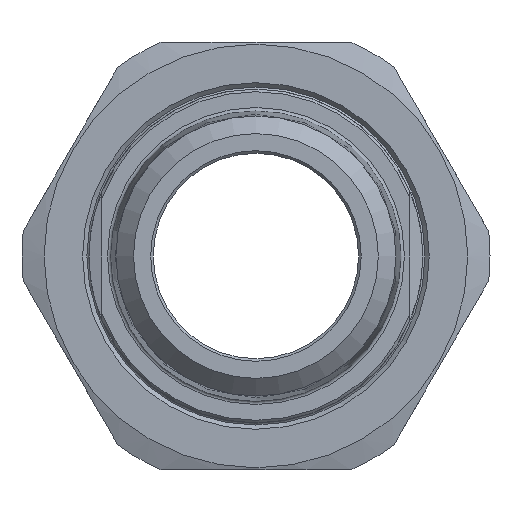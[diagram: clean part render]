
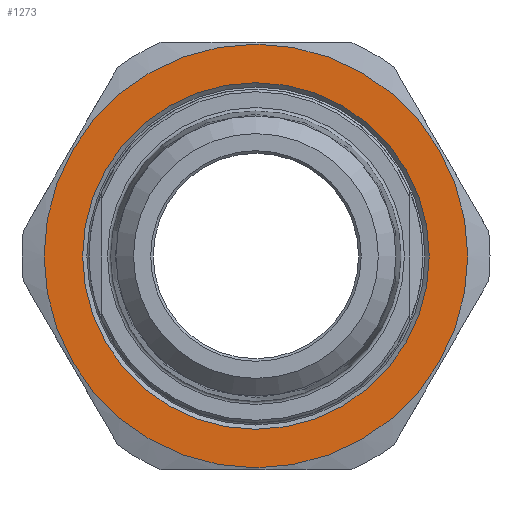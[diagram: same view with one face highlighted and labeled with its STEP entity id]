
A CAD part, left-side view. The second image highlights one B-rep face of the part: STEP entity #1273.
In plain terms, the highlighted planar face has unit normal (-1, 0, 0).
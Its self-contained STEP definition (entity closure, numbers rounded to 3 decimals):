
#55=FACE_BOUND('',#235,.T.);
#116=PLANE('',#1445);
#154=FACE_OUTER_BOUND('',#234,.T.);
#234=EDGE_LOOP('',(#938));
#235=EDGE_LOOP('',(#939));
#443=CIRCLE('',#1435,24.75);
#444=CIRCLE('',#1440,20.25);
#562=VERTEX_POINT('',#2165);
#563=VERTEX_POINT('',#2175);
#702=EDGE_CURVE('',#562,#562,#443,.T.);
#704=EDGE_CURVE('',#563,#563,#444,.T.);
#938=ORIENTED_EDGE('',*,*,#702,.T.);
#939=ORIENTED_EDGE('',*,*,#704,.F.);
#1273=ADVANCED_FACE('',(#154,#55),#116,.F.);
#1435=AXIS2_PLACEMENT_3D('',#2167,#1675,#1676);
#1440=AXIS2_PLACEMENT_3D('',#2176,#1685,#1686);
#1445=AXIS2_PLACEMENT_3D('',#2186,#1697,#1698);
#1675=DIRECTION('center_axis',(-1.,0.,0.));
#1676=DIRECTION('ref_axis',(0.,1.,0.));
#1685=DIRECTION('center_axis',(-1.,0.,0.));
#1686=DIRECTION('ref_axis',(0.,-1.,0.));
#1697=DIRECTION('center_axis',(1.,0.,0.));
#1698=DIRECTION('ref_axis',(0.,0.,-1.));
#2165=CARTESIAN_POINT('',(-18.5,-24.75,0.));
#2167=CARTESIAN_POINT('Origin',(-18.5,0.,0.));
#2175=CARTESIAN_POINT('',(-18.5,20.25,0.));
#2176=CARTESIAN_POINT('Origin',(-18.5,0.,0.));
#2186=CARTESIAN_POINT('Origin',(-18.5,0.,0.));
